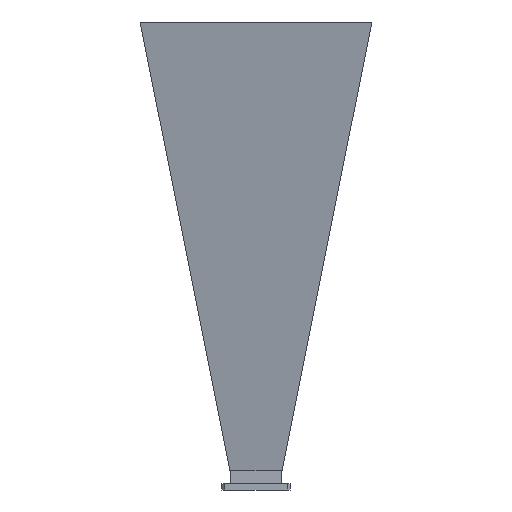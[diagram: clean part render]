
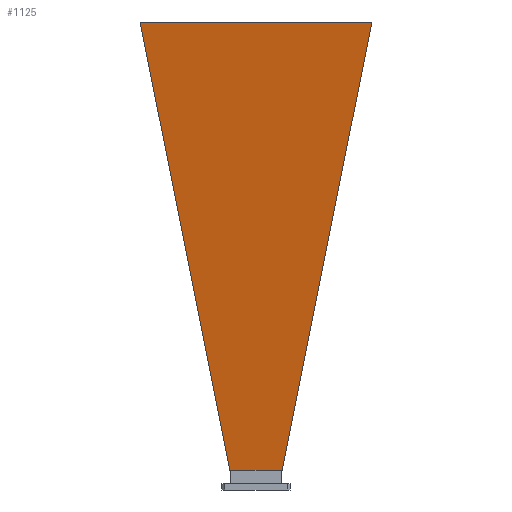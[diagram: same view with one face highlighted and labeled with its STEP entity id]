
A CAD part, left-side view. The second image highlights one B-rep face of the part: STEP entity #1125.
In plain terms, the highlighted planar face has unit normal (-0.987, 0, -0.161).
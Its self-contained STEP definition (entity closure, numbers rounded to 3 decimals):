
#19 = CARTESIAN_POINT ( 'NONE',  ( -89.293, 119.317, 511.225 ) ) ;
#39 = ORIENTED_EDGE ( 'NONE', *, *, #558, .T. ) ;
#88 = LINE ( 'NONE', #903, #514 ) ;
#101 = CARTESIAN_POINT ( 'NONE',  ( -14.075, -26.786, 49.757 ) ) ;
#160 = LINE ( 'NONE', #424, #1090 ) ;
#396 = ORIENTED_EDGE ( 'NONE', *, *, #902, .T. ) ;
#424 = CARTESIAN_POINT ( 'NONE',  ( -14.074, -26.786, 49.757 ) ) ;
#514 = VECTOR ( 'NONE', #1476, 1000. ) ;
#558 = EDGE_CURVE ( 'NONE', #595, #868, #1369, .T. ) ;
#595 = VERTEX_POINT ( 'NONE', #19 ) ;
#630 = CARTESIAN_POINT ( 'NONE',  ( -89.293, 0., 511.225 ) ) ;
#754 = DIRECTION ( 'NONE',  ( -0.987, 0., -0.161 ) ) ;
#798 = EDGE_CURVE ( 'NONE', #824, #595, #1747, .T. ) ;
#824 = VERTEX_POINT ( 'NONE', #1263 ) ;
#828 = CARTESIAN_POINT ( 'NONE',  ( -14.074, 26.786, 49.757 ) ) ;
#851 = CARTESIAN_POINT ( 'NONE',  ( -89.293, 119.317, 511.225 ) ) ;
#868 = VERTEX_POINT ( 'NONE', #828 ) ;
#874 = CARTESIAN_POINT ( 'NONE',  ( -51.625, 0., 280.13 ) ) ;
#902 = EDGE_CURVE ( 'NONE', #991, #824, #160, .T. ) ;
#903 = CARTESIAN_POINT ( 'NONE',  ( -14.074, 0., 49.757 ) ) ;
#971 = VECTOR ( 'NONE', #982, 1000. ) ;
#982 = DIRECTION ( 'NONE',  ( 0.158, -0.194, -0.968 ) ) ;
#991 = VERTEX_POINT ( 'NONE', #101 ) ;
#1027 = VECTOR ( 'NONE', #1187, 1000. ) ;
#1090 = VECTOR ( 'NONE', #1243, 1000. ) ;
#1125 = ADVANCED_FACE ( 'NONE', ( #1431 ), #1138, .T. ) ;
#1138 = PLANE ( 'NONE',  #1471 ) ;
#1182 = EDGE_LOOP ( 'NONE', ( #396, #1543, #39, #1719 ) ) ;
#1187 = DIRECTION ( 'NONE',  ( 0., 1., 0. ) ) ;
#1243 = DIRECTION ( 'NONE',  ( -0.158, -0.194, 0.968 ) ) ;
#1263 = CARTESIAN_POINT ( 'NONE',  ( -89.293, -119.317, 511.225 ) ) ;
#1301 = DIRECTION ( 'NONE',  ( -0.161, 0., 0.987 ) ) ;
#1369 = LINE ( 'NONE', #851, #971 ) ;
#1431 = FACE_OUTER_BOUND ( 'NONE', #1182, .T. ) ;
#1471 = AXIS2_PLACEMENT_3D ( 'NONE', #874, #754, #1301 ) ;
#1476 = DIRECTION ( 'NONE',  ( 0., -1., 0. ) ) ;
#1503 = EDGE_CURVE ( 'NONE', #868, #991, #88, .T. ) ;
#1543 = ORIENTED_EDGE ( 'NONE', *, *, #798, .T. ) ;
#1719 = ORIENTED_EDGE ( 'NONE', *, *, #1503, .T. ) ;
#1747 = LINE ( 'NONE', #630, #1027 ) ;
